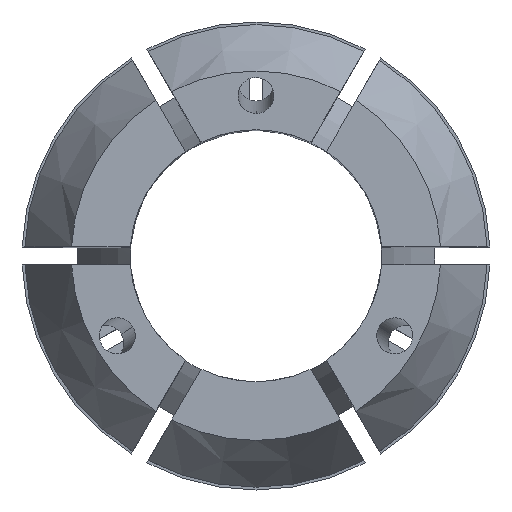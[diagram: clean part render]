
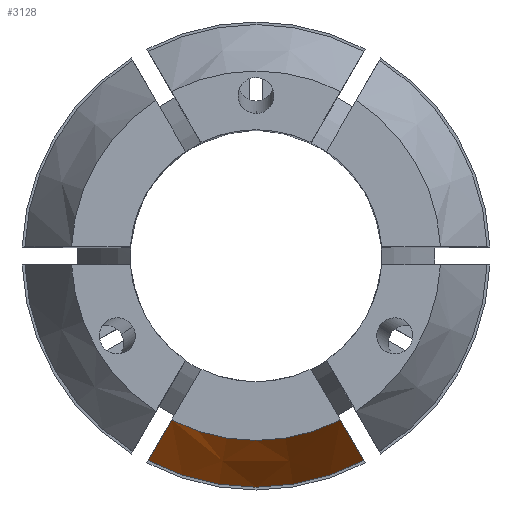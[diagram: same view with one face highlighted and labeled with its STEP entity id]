
A CAD part, top view. The second image highlights one B-rep face of the part: STEP entity #3128.
In plain terms, the highlighted conical face has half-angle 30 degrees and reference radius 12.85 mm.
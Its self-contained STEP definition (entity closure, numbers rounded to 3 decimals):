
#41 = CARTESIAN_POINT ( 'NONE',  ( 0., 0., 34. ) ) ;
#107 = CARTESIAN_POINT ( 'NONE',  ( -4.692, -9.127, 34. ) ) ;
#154 = CARTESIAN_POINT ( 'NONE',  ( -5.987, -11.37, 29.519 ) ) ;
#239 = VERTEX_POINT ( 'NONE', #702 ) ;
#326 = CARTESIAN_POINT ( 'NONE',  ( 0., 0., 29.519 ) ) ;
#385 = AXIS2_PLACEMENT_3D ( 'NONE', #41, #1776, #2928 ) ;
#536 = CARTESIAN_POINT ( 'NONE',  ( -5.987, -11.37, 29.519 ) ) ;
#702 = CARTESIAN_POINT ( 'NONE',  ( 4.692, -9.127, 34. ) ) ;
#734 = ORIENTED_EDGE ( 'NONE', *, *, #1435, .F. ) ;
#907 = CONICAL_SURFACE ( 'NONE', #1082, 12.85, 0.524 ) ;
#1082 = AXIS2_PLACEMENT_3D ( 'NONE', #1603, #2169, #1582 ) ;
#1093 = EDGE_LOOP ( 'NONE', ( #2103, #1314, #3511, #734 ) ) ;
#1280 = B_SPLINE_CURVE_WITH_KNOTS ( 'NONE', 3,
 ( #107, #2700, #3327, #154 ),
 .UNSPECIFIED., .F., .F.,
 ( 4, 4 ),
 ( 0., 0.005 ),
 .UNSPECIFIED. ) ;
#1281 = AXIS2_PLACEMENT_3D ( 'NONE', #326, #2917, #2617 ) ;
#1314 = ORIENTED_EDGE ( 'NONE', *, *, #1774, .T. ) ;
#1406 = FACE_OUTER_BOUND ( 'NONE', #1093, .T. ) ;
#1435 = EDGE_CURVE ( 'NONE', #239, #2903, #2060, .T. ) ;
#1437 = VERTEX_POINT ( 'NONE', #536 ) ;
#1575 = EDGE_CURVE ( 'NONE', #239, #2424, #3103, .T. ) ;
#1582 = DIRECTION ( 'NONE',  ( -1., 0., 0. ) ) ;
#1603 = CARTESIAN_POINT ( 'NONE',  ( 0., 0., 29.519 ) ) ;
#1611 = EDGE_CURVE ( 'NONE', #2903, #1437, #2651, .T. ) ;
#1649 = CARTESIAN_POINT ( 'NONE',  ( 5.556, -10.623, 31.013 ) ) ;
#1759 = CARTESIAN_POINT ( 'NONE',  ( -4.692, -9.127, 34. ) ) ;
#1774 = EDGE_CURVE ( 'NONE', #2424, #1437, #1280, .T. ) ;
#1776 = DIRECTION ( 'NONE',  ( 0., 0., -1. ) ) ;
#2060 = B_SPLINE_CURVE_WITH_KNOTS ( 'NONE', 3,
 ( #2502, #2225, #1649, #3107 ),
 .UNSPECIFIED., .F., .F.,
 ( 4, 4 ),
 ( 0., 0.005 ),
 .UNSPECIFIED. ) ;
#2103 = ORIENTED_EDGE ( 'NONE', *, *, #1575, .T. ) ;
#2169 = DIRECTION ( 'NONE',  ( 0., 0., -1. ) ) ;
#2225 = CARTESIAN_POINT ( 'NONE',  ( 5.124, -9.875, 32.506 ) ) ;
#2424 = VERTEX_POINT ( 'NONE', #1759 ) ;
#2502 = CARTESIAN_POINT ( 'NONE',  ( 4.692, -9.127, 34. ) ) ;
#2617 = DIRECTION ( 'NONE',  ( -1., 0., 0. ) ) ;
#2651 = CIRCLE ( 'NONE', #1281, 12.85 ) ;
#2700 = CARTESIAN_POINT ( 'NONE',  ( -5.124, -9.875, 32.506 ) ) ;
#2903 = VERTEX_POINT ( 'NONE', #3073 ) ;
#2917 = DIRECTION ( 'NONE',  ( 0., 0., -1. ) ) ;
#2928 = DIRECTION ( 'NONE',  ( -1., 0., 0. ) ) ;
#3073 = CARTESIAN_POINT ( 'NONE',  ( 5.987, -11.37, 29.519 ) ) ;
#3103 = CIRCLE ( 'NONE', #385, 10.263 ) ;
#3107 = CARTESIAN_POINT ( 'NONE',  ( 5.987, -11.37, 29.519 ) ) ;
#3128 = ADVANCED_FACE ( 'NONE', ( #1406 ), #907, .T. ) ;
#3327 = CARTESIAN_POINT ( 'NONE',  ( -5.556, -10.623, 31.013 ) ) ;
#3511 = ORIENTED_EDGE ( 'NONE', *, *, #1611, .F. ) ;
